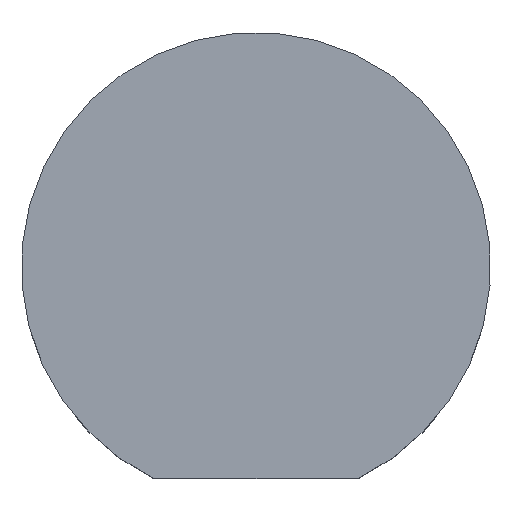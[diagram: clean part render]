
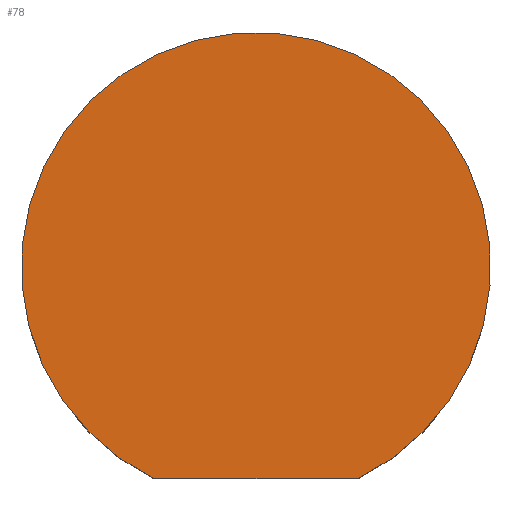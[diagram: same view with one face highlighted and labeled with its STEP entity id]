
A CAD part, top view. The second image highlights one B-rep face of the part: STEP entity #78.
In plain terms, the highlighted planar face has unit normal (0, 0, 1).
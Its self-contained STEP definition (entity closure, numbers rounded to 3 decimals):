
#78 = ADVANCED_FACE( '', ( #91 ), #92, .T. );
#91 = FACE_OUTER_BOUND( '', #108, .T. );
#92 = PLANE( '', #109 );
#108 = EDGE_LOOP( '', ( #135, #136 ) );
#109 = AXIS2_PLACEMENT_3D( '', #137, #138, #139 );
#135 = ORIENTED_EDGE( '', *, *, #164, .F. );
#136 = ORIENTED_EDGE( '', *, *, #162, .T. );
#137 = CARTESIAN_POINT( '', ( -13., 0., 8. ) );
#138 = DIRECTION( '', ( 0., 0., 1. ) );
#139 = DIRECTION( '', ( 1., 0., 0. ) );
#162 = EDGE_CURVE( '', #177, #175, #178, .T. );
#164 = EDGE_CURVE( '', #177, #175, #180, .T. );
#175 = VERTEX_POINT( '', #192 );
#177 = VERTEX_POINT( '', #195 );
#178 = LINE( '', #196, #197 );
#180 = CIRCLE( '', #200, 13. );
#192 = CARTESIAN_POINT( '', ( 5.667, -11.7, 8. ) );
#195 = CARTESIAN_POINT( '', ( -5.667, -11.7, 8. ) );
#196 = CARTESIAN_POINT( '', ( -5.667, -11.7, 8. ) );
#197 = VECTOR( '', #215, 1000. );
#200 = AXIS2_PLACEMENT_3D( '', #217, #218, #219 );
#215 = DIRECTION( '', ( 1., 0., 0. ) );
#217 = CARTESIAN_POINT( '', ( 0., 0., 8. ) );
#218 = DIRECTION( '', ( 0., 0., -1. ) );
#219 = DIRECTION( '', ( -1., 0., 0. ) );
